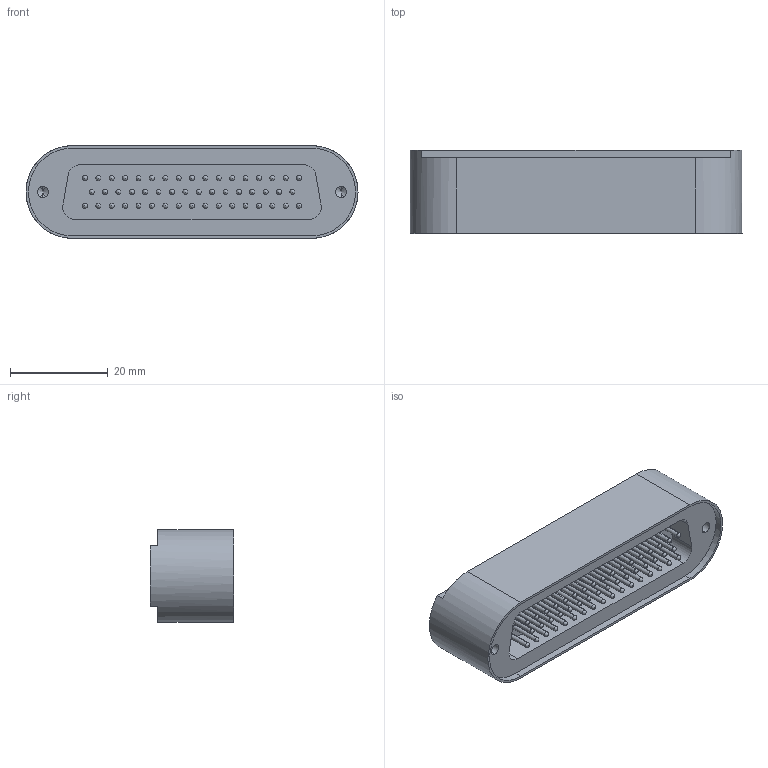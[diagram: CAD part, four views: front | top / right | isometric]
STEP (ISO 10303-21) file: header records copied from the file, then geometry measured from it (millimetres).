
FILE_DESCRIPTION (( 'STEP AP214' ), '1' );
FILE_NAME ('218-D50-TI.STEP', '2018-09-25T06:35:26', ( '' ), ( '' ), 'SwSTEP 2.0', 'SolidWorks 2014', '' );
FILE_SCHEMA (( 'AUTOMOTIVE_DESIGN' ));
Length unit declared in the file: millimetre
Products named in the file (3): 9210-PIN-TA_Pin vergoldet; 9218-D50-TI_50 pin 1mm; 218-D50-TI
Assembly tree (51 placements, depth 2):
  218-D50-TI
    9218-D50-TI_50 pin 1mm
    9210-PIN-TA_Pin vergoldet  x50
Bounding box: 68 x 17 x 19 mm (x, y, z)
Volume: 11506.7 mm3; surface area: 9987.6 mm2
Topology: 51 solids, 51 shells, 549 faces, 1561 edges, 1034 vertices
Faces by surface type: cylinder 264, plane 154, sphere 100, bspline 23, cone 8
Entity records: 13477 total; most frequent: CARTESIAN_POINT 3635, DIRECTION 2017, ORIENTED_EDGE 1918, EDGE_CURVE 959, AXIS2_PLACEMENT_3D 720, VERTEX_POINT 638, LINE 577, VECTOR 577
